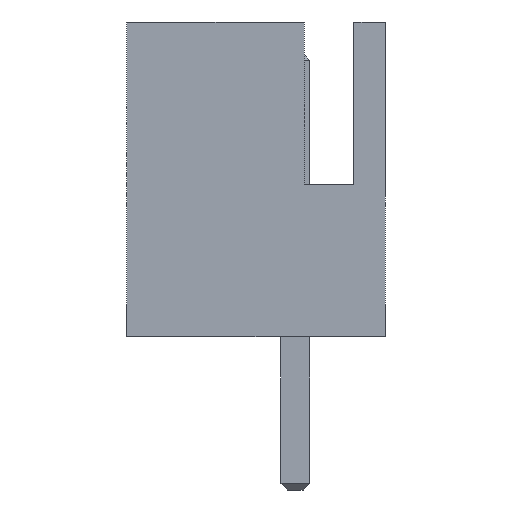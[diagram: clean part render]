
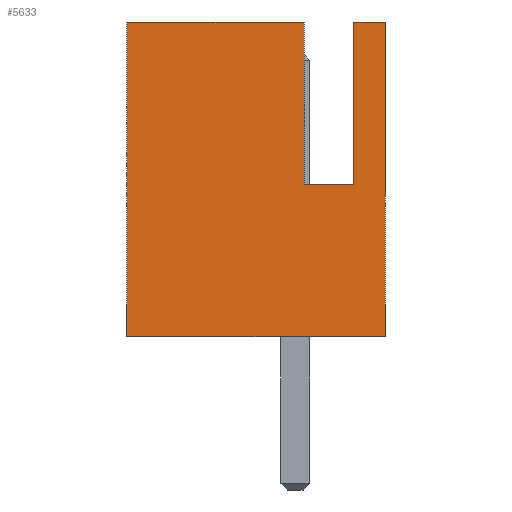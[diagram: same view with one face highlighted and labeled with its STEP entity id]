
A CAD part, left-side view. The second image highlights one B-rep face of the part: STEP entity #5633.
In plain terms, the highlighted planar face has unit normal (-1, 0, 0).
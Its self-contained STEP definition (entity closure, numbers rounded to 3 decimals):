
#96 = VERTEX_POINT ( 'NONE', #2826 ) ;
#105 = VECTOR ( 'NONE', #2349, 1000. ) ;
#116 = CARTESIAN_POINT ( 'NONE',  ( -9.95, -2.875, 7. ) ) ;
#146 = CARTESIAN_POINT ( 'NONE',  ( -9.95, 2.875, 7. ) ) ;
#171 = CARTESIAN_POINT ( 'NONE',  ( -9.95, -2.875, 7. ) ) ;
#223 = CARTESIAN_POINT ( 'NONE',  ( -9.95, -2.175, 7. ) ) ;
#377 = DIRECTION ( 'NONE',  ( 0., -1., 0. ) ) ;
#416 = EDGE_CURVE ( 'NONE', #4622, #4150, #4525, .T. ) ;
#718 = EDGE_CURVE ( 'NONE', #1689, #4622, #1251, .T. ) ;
#794 = LINE ( 'NONE', #3564, #1903 ) ;
#834 = EDGE_LOOP ( 'NONE', ( #5198, #1219, #1465, #1425, #4688, #2229, #4118, #5451 ) ) ;
#875 = CARTESIAN_POINT ( 'NONE',  ( -9.95, -2.875, 7. ) ) ;
#909 = DIRECTION ( 'NONE',  ( 0., 0., -1. ) ) ;
#989 = LINE ( 'NONE', #5025, #2295 ) ;
#1065 = CARTESIAN_POINT ( 'NONE',  ( -9.95, -1.075, 7. ) ) ;
#1084 = LINE ( 'NONE', #146, #105 ) ;
#1219 = ORIENTED_EDGE ( 'NONE', *, *, #718, .F. ) ;
#1230 = CARTESIAN_POINT ( 'NONE',  ( -9.95, -2.175, 3.4 ) ) ;
#1251 = LINE ( 'NONE', #1578, #4726 ) ;
#1347 = LINE ( 'NONE', #3152, #2940 ) ;
#1425 = ORIENTED_EDGE ( 'NONE', *, *, #5630, .F. ) ;
#1465 = ORIENTED_EDGE ( 'NONE', *, *, #2171, .F. ) ;
#1578 = CARTESIAN_POINT ( 'NONE',  ( -9.95, -2.175, 7. ) ) ;
#1689 = VERTEX_POINT ( 'NONE', #1230 ) ;
#1868 = CARTESIAN_POINT ( 'NONE',  ( -9.95, 2.875, 0. ) ) ;
#1903 = VECTOR ( 'NONE', #2586, 1000. ) ;
#2066 = EDGE_CURVE ( 'NONE', #4495, #2432, #4410, .T. ) ;
#2113 = CARTESIAN_POINT ( 'NONE',  ( -9.95, -2.875, 0. ) ) ;
#2171 = EDGE_CURVE ( 'NONE', #5696, #1689, #989, .T. ) ;
#2208 = CARTESIAN_POINT ( 'NONE',  ( -9.95, -2.875, 7. ) ) ;
#2229 = ORIENTED_EDGE ( 'NONE', *, *, #4097, .T. ) ;
#2286 = AXIS2_PLACEMENT_3D ( 'NONE', #2208, #4856, #4825 ) ;
#2295 = VECTOR ( 'NONE', #2785, 1000. ) ;
#2349 = DIRECTION ( 'NONE',  ( 0., 0., -1. ) ) ;
#2432 = VERTEX_POINT ( 'NONE', #2113 ) ;
#2586 = DIRECTION ( 'NONE',  ( 0., 0., -1. ) ) ;
#2785 = DIRECTION ( 'NONE',  ( 0., -1., 0. ) ) ;
#2826 = CARTESIAN_POINT ( 'NONE',  ( -9.95, 2.875, 7. ) ) ;
#2936 = VECTOR ( 'NONE', #5536, 1000. ) ;
#2940 = VECTOR ( 'NONE', #909, 1000. ) ;
#3152 = CARTESIAN_POINT ( 'NONE',  ( -9.95, -2.875, 7. ) ) ;
#3378 = DIRECTION ( 'NONE',  ( 0., 0., 1. ) ) ;
#3564 = CARTESIAN_POINT ( 'NONE',  ( -9.95, -1.075, 7. ) ) ;
#3913 = CARTESIAN_POINT ( 'NONE',  ( -9.95, -2.875, 0. ) ) ;
#4097 = EDGE_CURVE ( 'NONE', #96, #4495, #1084, .T. ) ;
#4118 = ORIENTED_EDGE ( 'NONE', *, *, #2066, .T. ) ;
#4150 = VERTEX_POINT ( 'NONE', #171 ) ;
#4410 = LINE ( 'NONE', #3913, #5493 ) ;
#4439 = DIRECTION ( 'NONE',  ( 0., -1., 0. ) ) ;
#4495 = VERTEX_POINT ( 'NONE', #1868 ) ;
#4498 = PLANE ( 'NONE',  #2286 ) ;
#4525 = LINE ( 'NONE', #875, #5385 ) ;
#4622 = VERTEX_POINT ( 'NONE', #223 ) ;
#4651 = LINE ( 'NONE', #116, #2936 ) ;
#4688 = ORIENTED_EDGE ( 'NONE', *, *, #5345, .F. ) ;
#4726 = VECTOR ( 'NONE', #3378, 1000. ) ;
#4825 = DIRECTION ( 'NONE',  ( 0., 0., -1. ) ) ;
#4856 = DIRECTION ( 'NONE',  ( 1., 0., 0. ) ) ;
#5016 = VERTEX_POINT ( 'NONE', #1065 ) ;
#5025 = CARTESIAN_POINT ( 'NONE',  ( -9.95, -2.175, 3.4 ) ) ;
#5198 = ORIENTED_EDGE ( 'NONE', *, *, #416, .F. ) ;
#5345 = EDGE_CURVE ( 'NONE', #96, #5016, #4651, .T. ) ;
#5353 = CARTESIAN_POINT ( 'NONE',  ( -9.95, -1.075, 3.4 ) ) ;
#5385 = VECTOR ( 'NONE', #4439, 1000. ) ;
#5451 = ORIENTED_EDGE ( 'NONE', *, *, #5706, .F. ) ;
#5493 = VECTOR ( 'NONE', #377, 1000. ) ;
#5536 = DIRECTION ( 'NONE',  ( 0., -1., 0. ) ) ;
#5630 = EDGE_CURVE ( 'NONE', #5016, #5696, #794, .T. ) ;
#5633 = ADVANCED_FACE ( 'NONE', ( #5824 ), #4498, .F. ) ;
#5696 = VERTEX_POINT ( 'NONE', #5353 ) ;
#5706 = EDGE_CURVE ( 'NONE', #4150, #2432, #1347, .T. ) ;
#5824 = FACE_OUTER_BOUND ( 'NONE', #834, .T. ) ;
